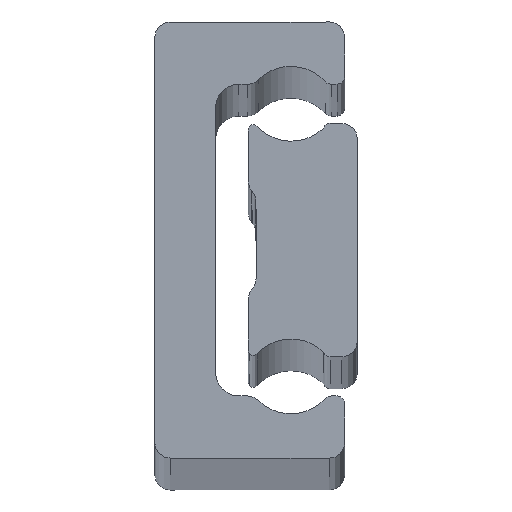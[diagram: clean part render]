
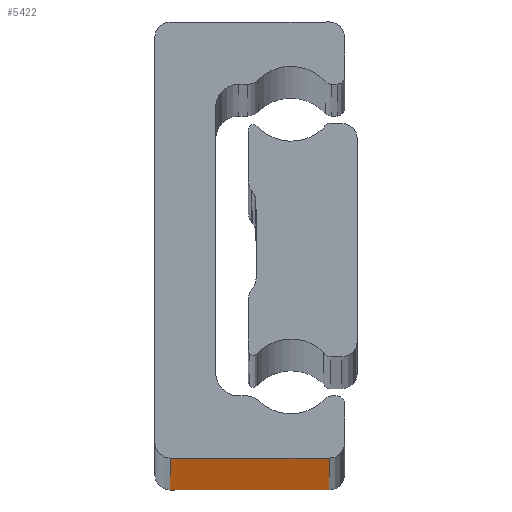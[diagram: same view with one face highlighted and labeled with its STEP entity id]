
A CAD part, top view. The second image highlights one B-rep face of the part: STEP entity #5422.
In plain terms, the highlighted planar face has unit normal (0, -1, 0).
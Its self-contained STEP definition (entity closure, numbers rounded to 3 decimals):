
#747 = DIRECTION ( 'NONE',  ( 1., 0., 0. ) ) ;
#978 = VECTOR ( 'NONE', #5066, 1000. ) ;
#1226 = LINE ( 'NONE', #4899, #5289 ) ;
#1288 = CARTESIAN_POINT ( 'NONE',  ( 1., -14., -1170. ) ) ;
#1292 = CARTESIAN_POINT ( 'NONE',  ( 11.2, -14., -1170. ) ) ;
#1323 = LINE ( 'NONE', #1292, #5766 ) ;
#1585 = EDGE_CURVE ( 'NONE', #4647, #5204, #2273, .T. ) ;
#1857 = ORIENTED_EDGE ( 'NONE', *, *, #1585, .T. ) ;
#1860 = LINE ( 'NONE', #5513, #978 ) ;
#2273 = LINE ( 'NONE', #4606, #4220 ) ;
#2311 = EDGE_LOOP ( 'NONE', ( #3388, #5583, #1857, #4691 ) ) ;
#2465 = CARTESIAN_POINT ( 'NONE',  ( 1., -14., 0. ) ) ;
#2604 = FACE_OUTER_BOUND ( 'NONE', #2311, .T. ) ;
#2697 = DIRECTION ( 'NONE',  ( 1., 0., 0. ) ) ;
#3289 = DIRECTION ( 'NONE',  ( 1., 0., 0. ) ) ;
#3388 = ORIENTED_EDGE ( 'NONE', *, *, #5476, .F. ) ;
#3527 = PLANE ( 'NONE',  #3762 ) ;
#3762 = AXIS2_PLACEMENT_3D ( 'NONE', #1288, #4959, #2697 ) ;
#4072 = DIRECTION ( 'NONE',  ( 0., 0., 1. ) ) ;
#4220 = VECTOR ( 'NONE', #3289, 1000. ) ;
#4304 = EDGE_CURVE ( 'NONE', #4647, #4498, #1860, .T. ) ;
#4498 = VERTEX_POINT ( 'NONE', #2465 ) ;
#4606 = CARTESIAN_POINT ( 'NONE',  ( 1., -14., -1170. ) ) ;
#4647 = VERTEX_POINT ( 'NONE', #5911 ) ;
#4691 = ORIENTED_EDGE ( 'NONE', *, *, #5036, .T. ) ;
#4867 = VERTEX_POINT ( 'NONE', #5332 ) ;
#4899 = CARTESIAN_POINT ( 'NONE',  ( 1., -14., 0. ) ) ;
#4959 = DIRECTION ( 'NONE',  ( 0., -1., 0. ) ) ;
#5036 = EDGE_CURVE ( 'NONE', #5204, #4867, #1323, .T. ) ;
#5066 = DIRECTION ( 'NONE',  ( 0., 0., 1. ) ) ;
#5111 = CARTESIAN_POINT ( 'NONE',  ( 11.2, -14., -1170. ) ) ;
#5204 = VERTEX_POINT ( 'NONE', #5111 ) ;
#5289 = VECTOR ( 'NONE', #747, 1000. ) ;
#5332 = CARTESIAN_POINT ( 'NONE',  ( 11.2, -14., 0. ) ) ;
#5422 = ADVANCED_FACE ( 'NONE', ( #2604 ), #3527, .T. ) ;
#5476 = EDGE_CURVE ( 'NONE', #4498, #4867, #1226, .T. ) ;
#5513 = CARTESIAN_POINT ( 'NONE',  ( 1., -14., -1170. ) ) ;
#5583 = ORIENTED_EDGE ( 'NONE', *, *, #4304, .F. ) ;
#5766 = VECTOR ( 'NONE', #4072, 1000. ) ;
#5911 = CARTESIAN_POINT ( 'NONE',  ( 1., -14., -1170. ) ) ;
